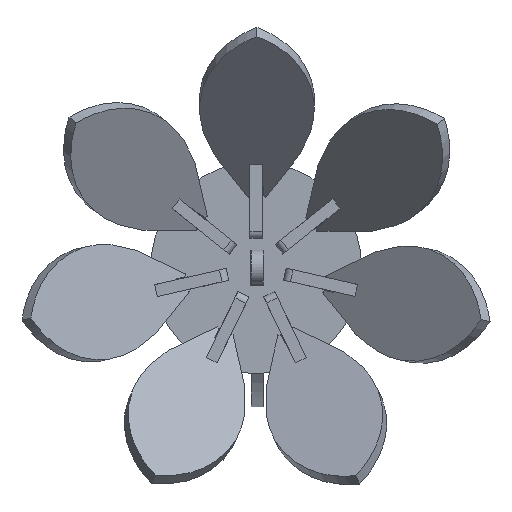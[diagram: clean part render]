
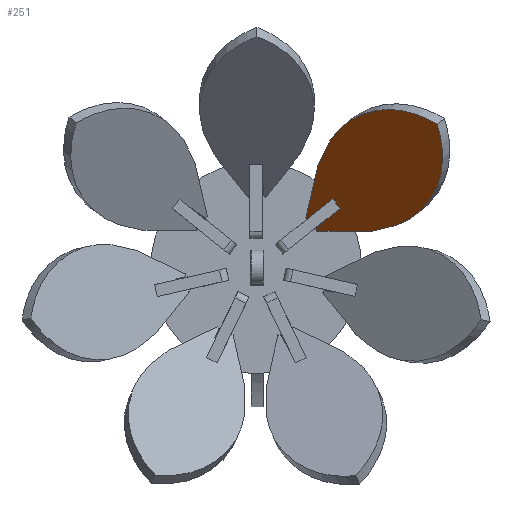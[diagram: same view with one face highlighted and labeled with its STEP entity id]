
A CAD part, top view. The second image highlights one B-rep face of the part: STEP entity #251.
In plain terms, the highlighted face is planar.
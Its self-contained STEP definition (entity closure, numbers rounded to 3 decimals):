
#17 = CARTESIAN_POINT ( 'NONE',  ( 0., -59.846, 0. ) ) ;
#55 = LINE ( 'NONE', #658, #1534 ) ;
#166 = VERTEX_POINT ( 'NONE', #3733 ) ;
#251 = ADVANCED_FACE ( 'NONE', ( #2885 ), #3715, .T. ) ;
#307 = ORIENTED_EDGE ( 'NONE', *, *, #1790, .F. ) ;
#366 = CARTESIAN_POINT ( 'NONE',  ( 2.5, 4.8, 0. ) ) ;
#536 = CARTESIAN_POINT ( 'NONE',  ( 1.73, 4.1, 0. ) ) ;
#658 = CARTESIAN_POINT ( 'NONE',  ( -1.258, 1.384, 0. ) ) ;
#678 = DIRECTION ( 'NONE',  ( 0., 1., 0. ) ) ;
#693 = CARTESIAN_POINT ( 'NONE',  ( -1.73, 0., 0. ) ) ;
#768 = CARTESIAN_POINT ( 'NONE',  ( 12.224, -53.376, 0. ) ) ;
#799 = VERTEX_POINT ( 'NONE', #2899 ) ;
#845 = ORIENTED_EDGE ( 'NONE', *, *, #3070, .T. ) ;
#863 = ORIENTED_EDGE ( 'NONE', *, *, #1254, .T. ) ;
#1085 = CARTESIAN_POINT ( 'NONE',  ( -12.224, -53.376, 0. ) ) ;
#1129 = LINE ( 'NONE', #2297, #2198 ) ;
#1133 = EDGE_LOOP ( 'NONE', ( #307, #1249, #3071, #1258, #1175, #845, #863 ) ) ;
#1147 = VECTOR ( 'NONE', #1806, 1000. ) ;
#1175 = ORIENTED_EDGE ( 'NONE', *, *, #1628, .T. ) ;
#1215 = VECTOR ( 'NONE', #2555, 1000. ) ;
#1249 = ORIENTED_EDGE ( 'NONE', *, *, #1428, .F. ) ;
#1254 = EDGE_CURVE ( 'NONE', #1911, #1533, #2927, .T. ) ;
#1258 = ORIENTED_EDGE ( 'NONE', *, *, #3780, .F. ) ;
#1428 = EDGE_CURVE ( 'NONE', #3746, #2068, #55, .T. ) ;
#1471 = VECTOR ( 'NONE', #678, 1000. ) ;
#1533 = VERTEX_POINT ( 'NONE', #17 ) ;
#1534 = VECTOR ( 'NONE', #3620, 1000. ) ;
#1628 = EDGE_CURVE ( 'NONE', #166, #3467, #1803, .T. ) ;
#1659 = CARTESIAN_POINT ( 'NONE',  ( -1.73, 4.1, 0. ) ) ;
#1710 = DIRECTION ( 'NONE',  ( 0., 0., 1. ) ) ;
#1790 = EDGE_CURVE ( 'NONE', #2068, #1533, #3367, .T. ) ;
#1803 = LINE ( 'NONE', #693, #1471 ) ;
#1806 = DIRECTION ( 'NONE',  ( -0.74, 0.673, 0. ) ) ;
#1876 = CARTESIAN_POINT ( 'NONE',  ( 0., -59.846, 0. ) ) ;
#1899 = CARTESIAN_POINT ( 'NONE',  ( 2.5, 4.8, 0. ) ) ;
#1911 = VERTEX_POINT ( 'NONE', #3437 ) ;
#1949 = AXIS2_PLACEMENT_3D ( 'NONE', #2595, #1710, #3149 ) ;
#1984 = CARTESIAN_POINT ( 'NONE',  ( -8.694, -4.746, 0. ) ) ;
#2068 = VERTEX_POINT ( 'NONE', #366 ) ;
#2198 = VECTOR ( 'NONE', #3466, 1000. ) ;
#2251 = CARTESIAN_POINT ( 'NONE',  ( -2.5, 4.8, 0. ) ) ;
#2297 = CARTESIAN_POINT ( 'NONE',  ( 0., 0.8, 0. ) ) ;
#2350 = CARTESIAN_POINT ( 'NONE',  ( 1.258, 1.384, 0. ) ) ;
#2540 = CARTESIAN_POINT ( 'NONE',  ( 0., -59.846, 0. ) ) ;
#2555 = DIRECTION ( 'NONE',  ( 0., 1., 0. ) ) ;
#2577 = LINE ( 'NONE', #3702, #1215 ) ;
#2595 = CARTESIAN_POINT ( 'NONE',  ( 0., 0., 0. ) ) ;
#2885 = FACE_OUTER_BOUND ( 'NONE', #1133, .T. ) ;
#2899 = CARTESIAN_POINT ( 'NONE',  ( 1.73, 0.8, 0. ) ) ;
#2927 = B_SPLINE_CURVE_WITH_KNOTS ( 'NONE', 3,
 ( #2251, #1984, #3398, #1085, #2540 ),
 .UNSPECIFIED., .F., .F.,
 ( 4, 1, 4 ),
 ( 0., 0.485, 1. ),
 .UNSPECIFIED. ) ;
#3059 = CARTESIAN_POINT ( 'NONE',  ( 22.04, -27.46, 0. ) ) ;
#3070 = EDGE_CURVE ( 'NONE', #3467, #1911, #3423, .T. ) ;
#3071 = ORIENTED_EDGE ( 'NONE', *, *, #3586, .F. ) ;
#3079 = CARTESIAN_POINT ( 'NONE',  ( 8.694, -4.746, 0. ) ) ;
#3149 = DIRECTION ( 'NONE',  ( 1., 0., 0. ) ) ;
#3367 = B_SPLINE_CURVE_WITH_KNOTS ( 'NONE', 3,
 ( #1899, #3079, #3059, #768, #1876 ),
 .UNSPECIFIED., .F., .F.,
 ( 4, 1, 4 ),
 ( 0., 0.485, 1. ),
 .UNSPECIFIED. ) ;
#3398 = CARTESIAN_POINT ( 'NONE',  ( -22.04, -27.46, 0. ) ) ;
#3423 = LINE ( 'NONE', #2350, #1147 ) ;
#3437 = CARTESIAN_POINT ( 'NONE',  ( -2.5, 4.8, 0. ) ) ;
#3466 = DIRECTION ( 'NONE',  ( 1., 0., 0. ) ) ;
#3467 = VERTEX_POINT ( 'NONE', #1659 ) ;
#3586 = EDGE_CURVE ( 'NONE', #799, #3746, #2577, .T. ) ;
#3620 = DIRECTION ( 'NONE',  ( 0.74, 0.673, 0. ) ) ;
#3702 = CARTESIAN_POINT ( 'NONE',  ( 1.73, 0., 0. ) ) ;
#3715 = PLANE ( 'NONE',  #1949 ) ;
#3733 = CARTESIAN_POINT ( 'NONE',  ( -1.73, 0.8, 0. ) ) ;
#3746 = VERTEX_POINT ( 'NONE', #536 ) ;
#3780 = EDGE_CURVE ( 'NONE', #166, #799, #1129, .T. ) ;
